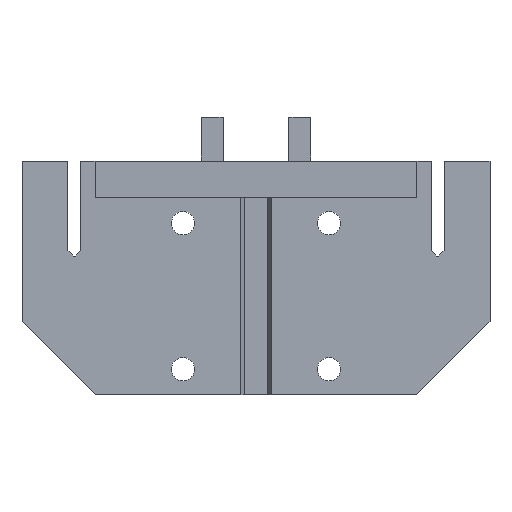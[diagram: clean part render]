
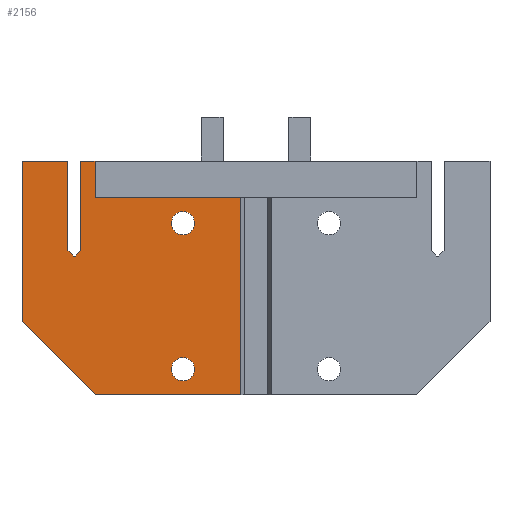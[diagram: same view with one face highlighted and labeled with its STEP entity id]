
A CAD part, front view. The second image highlights one B-rep face of the part: STEP entity #2156.
In plain terms, the highlighted planar face has unit normal (0, -1, 0).
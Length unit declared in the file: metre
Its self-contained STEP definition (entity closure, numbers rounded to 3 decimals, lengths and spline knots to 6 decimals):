
#37=LINE('',#2947,#308);
#164=LINE('',#3227,#435);
#173=LINE('',#3245,#444);
#184=LINE('',#3267,#455);
#190=LINE('',#3278,#461);
#194=LINE('',#3286,#465);
#207=LINE('',#3311,#478);
#209=LINE('',#3315,#480);
#216=LINE('',#3329,#487);
#218=LINE('',#3333,#489);
#219=LINE('',#3335,#490);
#222=LINE('',#3341,#493);
#225=LINE('',#3350,#496);
#308=VECTOR('',#2391,1.);
#435=VECTOR('',#2614,1.);
#444=VECTOR('',#2627,1.);
#455=VECTOR('',#2640,1.);
#461=VECTOR('',#2648,1.);
#465=VECTOR('',#2656,1.);
#478=VECTOR('',#2683,1.);
#480=VECTOR('',#2687,1.);
#487=VECTOR('',#2702,1.);
#489=VECTOR('',#2706,1.);
#490=VECTOR('',#2709,1.);
#493=VECTOR('',#2716,1.);
#496=VECTOR('',#2725,1.);
#929=ORIENTED_EDGE('',*,*,#1363,.T.);
#930=ORIENTED_EDGE('',*,*,#1364,.T.);
#931=ORIENTED_EDGE('',*,*,#1168,.T.);
#932=ORIENTED_EDGE('',*,*,#1311,.F.);
#933=ORIENTED_EDGE('',*,*,#1328,.F.);
#934=ORIENTED_EDGE('',*,*,#1322,.F.);
#935=ORIENTED_EDGE('',*,*,#1347,.T.);
#936=ORIENTED_EDGE('',*,*,#1354,.F.);
#937=ORIENTED_EDGE('',*,*,#1356,.T.);
#938=ORIENTED_EDGE('',*,*,#1357,.F.);
#939=ORIENTED_EDGE('',*,*,#1345,.T.);
#940=ORIENTED_EDGE('',*,*,#1332,.F.);
#941=ORIENTED_EDGE('',*,*,#1302,.F.);
#942=ORIENTED_EDGE('',*,*,#1365,.F.);
#943=ORIENTED_EDGE('',*,*,#1360,.T.);
#1168=EDGE_CURVE('',#1460,#1459,#37,.T.);
#1302=EDGE_CURVE('',#1564,#1565,#164,.T.);
#1311=EDGE_CURVE('',#1571,#1459,#173,.T.);
#1322=EDGE_CURVE('',#1581,#1582,#184,.T.);
#1328=EDGE_CURVE('',#1582,#1571,#190,.T.);
#1332=EDGE_CURVE('',#1565,#1586,#194,.T.);
#1345=EDGE_CURVE('',#1592,#1586,#207,.T.);
#1347=EDGE_CURVE('',#1581,#1593,#209,.T.);
#1354=EDGE_CURVE('',#1596,#1593,#216,.T.);
#1356=EDGE_CURVE('',#1596,#1597,#218,.T.);
#1357=EDGE_CURVE('',#1592,#1597,#219,.T.);
#1360=EDGE_CURVE('',#1599,#1460,#222,.T.);
#1363=EDGE_CURVE('',#1600,#1600,#1658,.T.);
#1364=EDGE_CURVE('',#1601,#1601,#1659,.T.);
#1365=EDGE_CURVE('',#1599,#1564,#225,.T.);
#1459=VERTEX_POINT('',#2946);
#1460=VERTEX_POINT('',#2948);
#1564=VERTEX_POINT('',#3226);
#1565=VERTEX_POINT('',#3228);
#1571=VERTEX_POINT('',#3244);
#1581=VERTEX_POINT('',#3266);
#1582=VERTEX_POINT('',#3268);
#1586=VERTEX_POINT('',#3283);
#1592=VERTEX_POINT('',#3310);
#1593=VERTEX_POINT('',#3314);
#1596=VERTEX_POINT('',#3328);
#1597=VERTEX_POINT('',#3332);
#1599=VERTEX_POINT('',#3342);
#1600=VERTEX_POINT('',#3347);
#1601=VERTEX_POINT('',#3349);
#1658=CIRCLE('',#2297,0.0016);
#1659=CIRCLE('',#2298,0.0016);
#1760=EDGE_LOOP('',(#929));
#1761=EDGE_LOOP('',(#930));
#1762=EDGE_LOOP('',(#931,#932,#933,#934,#935,#936,#937,#938,#939,#940,#941,
#942,#943));
#1915=FACE_BOUND('',#1760,.T.);
#1916=FACE_BOUND('',#1761,.T.);
#1917=FACE_BOUND('',#1762,.T.);
#2045=PLANE('',#2296);
#2156=ADVANCED_FACE('',(#1915,#1916,#1917),#2045,.T.);
#2296=AXIS2_PLACEMENT_3D('',#3345,#2719,#2720);
#2297=AXIS2_PLACEMENT_3D('',#3346,#2721,#2722);
#2298=AXIS2_PLACEMENT_3D('',#3348,#2723,#2724);
#2391=DIRECTION('',(0.,0.,1.));
#2614=DIRECTION('',(0.,0.,1.));
#2627=DIRECTION('',(1.,0.,0.));
#2640=DIRECTION('',(1.,0.,0.));
#2648=DIRECTION('',(0.,0.,-1.));
#2656=DIRECTION('',(1.,0.,0.));
#2683=DIRECTION('',(0.,0.,1.));
#2687=DIRECTION('',(0.,0.,-1.));
#2702=DIRECTION('',(0.707,0.,0.707));
#2706=DIRECTION('',(-1.,0.,0.));
#2709=DIRECTION('',(0.707,0.,-0.707));
#2716=DIRECTION('',(1.,0.,0.));
#2719=DIRECTION('',(0.,-1.,0.));
#2720=DIRECTION('',(0.,0.,1.));
#2721=DIRECTION('',(0.,1.,0.));
#2722=DIRECTION('',(-1.,0.,0.));
#2723=DIRECTION('',(0.,1.,0.));
#2724=DIRECTION('',(-1.,0.,0.));
#2725=DIRECTION('',(-0.707,0.,0.707));
#2946=CARTESIAN_POINT('',(-0.002078,-0.063,-0.0425));
#2947=CARTESIAN_POINT('',(-0.002078,-0.063,-0.0545));
#2948=CARTESIAN_POINT('',(-0.002078,-0.063,-0.0695));
#3226=CARTESIAN_POINT('',(-0.03205,-0.063,-0.0595));
#3227=CARTESIAN_POINT('',(-0.03205,-0.063,-0.0425));
#3228=CARTESIAN_POINT('',(-0.03205,-0.063,-0.0375));
#3244=CARTESIAN_POINT('',(-0.02205,-0.063,-0.0425));
#3245=CARTESIAN_POINT('',(0.011025,-0.063,-0.0425));
#3266=CARTESIAN_POINT('',(-0.02405,-0.063,-0.0375));
#3267=CARTESIAN_POINT('',(-0.019538,-0.063,-0.0375));
#3268=CARTESIAN_POINT('',(-0.02205,-0.063,-0.0375));
#3278=CARTESIAN_POINT('',(-0.02205,-0.063,-0.0375));
#3283=CARTESIAN_POINT('',(-0.02575,-0.063,-0.0375));
#3286=CARTESIAN_POINT('',(-0.019538,-0.063,-0.0375));
#3310=CARTESIAN_POINT('',(-0.02575,-0.063,-0.0498));
#3311=CARTESIAN_POINT('',(-0.02575,-0.063,-0.0535));
#3314=CARTESIAN_POINT('',(-0.02405,-0.063,-0.0498));
#3315=CARTESIAN_POINT('',(-0.02405,-0.063,-0.0535));
#3328=CARTESIAN_POINT('',(-0.02475,-0.063,-0.0505));
#3329=CARTESIAN_POINT('',(-0.017625,-0.063,-0.043375));
#3332=CARTESIAN_POINT('',(-0.02505,-0.063,-0.0505));
#3333=CARTESIAN_POINT('',(-0.001425,-0.063,-0.0505));
#3335=CARTESIAN_POINT('',(-0.0087,-0.063,-0.06685));
#3341=CARTESIAN_POINT('',(0.02205,-0.063,-0.0695));
#3342=CARTESIAN_POINT('',(-0.02205,-0.063,-0.0695));
#3345=CARTESIAN_POINT('',(0.02205,-0.063,-0.0695));
#3346=CARTESIAN_POINT('',(-0.01,-0.063,-0.066));
#3347=CARTESIAN_POINT('',(-0.0116,-0.063,-0.066));
#3348=CARTESIAN_POINT('',(-0.01,-0.063,-0.046));
#3349=CARTESIAN_POINT('',(-0.0116,-0.063,-0.046));
#3350=CARTESIAN_POINT('',(-0.013525,-0.063,-0.078025));
